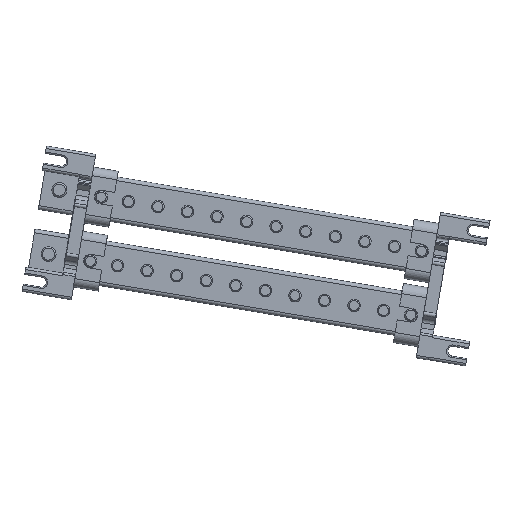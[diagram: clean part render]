
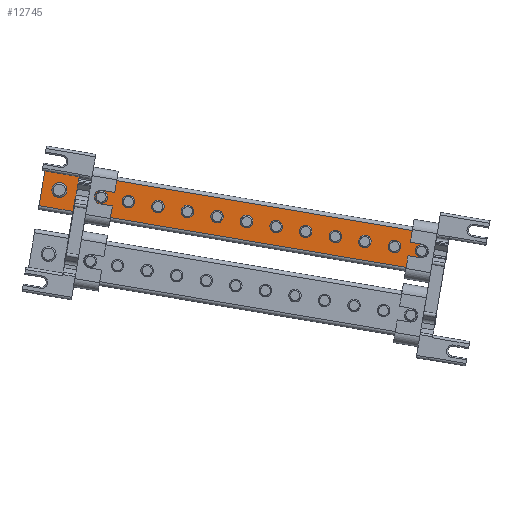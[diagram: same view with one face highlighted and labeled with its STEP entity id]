
A CAD part, front view. The second image highlights one B-rep face of the part: STEP entity #12745.
In plain terms, the highlighted face is planar.
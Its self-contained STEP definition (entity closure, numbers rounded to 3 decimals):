
#619=FACE_BOUND('',#2302,.T.);
#620=FACE_BOUND('',#2303,.T.);
#621=FACE_BOUND('',#2304,.T.);
#622=FACE_BOUND('',#2305,.T.);
#623=FACE_BOUND('',#2306,.T.);
#624=FACE_BOUND('',#2307,.T.);
#625=FACE_BOUND('',#2308,.T.);
#626=FACE_BOUND('',#2309,.T.);
#627=FACE_BOUND('',#2310,.T.);
#628=FACE_BOUND('',#2311,.T.);
#629=FACE_BOUND('',#2312,.T.);
#630=FACE_BOUND('',#2313,.T.);
#631=FACE_BOUND('',#2314,.T.);
#962=PLANE('',#13767);
#1586=FACE_OUTER_BOUND('',#2301,.T.);
#2301=EDGE_LOOP('',(#11625,#11626,#11627,#11628));
#2302=EDGE_LOOP('',(#11629));
#2303=EDGE_LOOP('',(#11630));
#2304=EDGE_LOOP('',(#11631));
#2305=EDGE_LOOP('',(#11632));
#2306=EDGE_LOOP('',(#11633));
#2307=EDGE_LOOP('',(#11634));
#2308=EDGE_LOOP('',(#11635));
#2309=EDGE_LOOP('',(#11636));
#2310=EDGE_LOOP('',(#11637));
#2311=EDGE_LOOP('',(#11638));
#2312=EDGE_LOOP('',(#11639));
#2313=EDGE_LOOP('',(#11640));
#2314=EDGE_LOOP('',(#11641));
#3532=LINE('',#21926,#4720);
#3533=LINE('',#21929,#4721);
#3534=LINE('',#21931,#4722);
#3535=LINE('',#21932,#4723);
#4720=VECTOR('',#16747,10.);
#4721=VECTOR('',#16750,10.);
#4722=VECTOR('',#16751,10.);
#4723=VECTOR('',#16752,10.);
#5064=CIRCLE('',#13725,2.9);
#5066=CIRCLE('',#13728,2.4);
#5068=CIRCLE('',#13731,2.4);
#5070=CIRCLE('',#13734,2.4);
#5072=CIRCLE('',#13737,2.4);
#5074=CIRCLE('',#13740,2.4);
#5076=CIRCLE('',#13743,2.4);
#5078=CIRCLE('',#13746,2.4);
#5080=CIRCLE('',#13749,2.4);
#5082=CIRCLE('',#13752,2.4);
#5084=CIRCLE('',#13755,2.4);
#5086=CIRCLE('',#13758,2.4);
#5088=CIRCLE('',#13761,2.4);
#6256=VERTEX_POINT('',#21835);
#6258=VERTEX_POINT('',#21841);
#6260=VERTEX_POINT('',#21847);
#6262=VERTEX_POINT('',#21853);
#6264=VERTEX_POINT('',#21859);
#6266=VERTEX_POINT('',#21865);
#6268=VERTEX_POINT('',#21871);
#6270=VERTEX_POINT('',#21877);
#6272=VERTEX_POINT('',#21883);
#6274=VERTEX_POINT('',#21889);
#6276=VERTEX_POINT('',#21895);
#6278=VERTEX_POINT('',#21901);
#6280=VERTEX_POINT('',#21907);
#6286=VERTEX_POINT('',#21922);
#6287=VERTEX_POINT('',#21924);
#6288=VERTEX_POINT('',#21928);
#6289=VERTEX_POINT('',#21930);
#8045=EDGE_CURVE('',#6256,#6256,#5064,.T.);
#8048=EDGE_CURVE('',#6258,#6258,#5066,.T.);
#8051=EDGE_CURVE('',#6260,#6260,#5068,.T.);
#8054=EDGE_CURVE('',#6262,#6262,#5070,.T.);
#8057=EDGE_CURVE('',#6264,#6264,#5072,.T.);
#8060=EDGE_CURVE('',#6266,#6266,#5074,.T.);
#8063=EDGE_CURVE('',#6268,#6268,#5076,.T.);
#8066=EDGE_CURVE('',#6270,#6270,#5078,.T.);
#8069=EDGE_CURVE('',#6272,#6272,#5080,.T.);
#8072=EDGE_CURVE('',#6274,#6274,#5082,.T.);
#8075=EDGE_CURVE('',#6276,#6276,#5084,.T.);
#8078=EDGE_CURVE('',#6278,#6278,#5086,.T.);
#8081=EDGE_CURVE('',#6280,#6280,#5088,.T.);
#8090=EDGE_CURVE('',#6286,#6287,#3532,.T.);
#8091=EDGE_CURVE('',#6286,#6288,#3533,.T.);
#8092=EDGE_CURVE('',#6289,#6287,#3534,.T.);
#8093=EDGE_CURVE('',#6288,#6289,#3535,.T.);
#11625=ORIENTED_EDGE('',*,*,#8091,.F.);
#11626=ORIENTED_EDGE('',*,*,#8090,.T.);
#11627=ORIENTED_EDGE('',*,*,#8092,.F.);
#11628=ORIENTED_EDGE('',*,*,#8093,.F.);
#11629=ORIENTED_EDGE('',*,*,#8045,.T.);
#11630=ORIENTED_EDGE('',*,*,#8048,.T.);
#11631=ORIENTED_EDGE('',*,*,#8051,.T.);
#11632=ORIENTED_EDGE('',*,*,#8054,.T.);
#11633=ORIENTED_EDGE('',*,*,#8057,.T.);
#11634=ORIENTED_EDGE('',*,*,#8060,.T.);
#11635=ORIENTED_EDGE('',*,*,#8063,.T.);
#11636=ORIENTED_EDGE('',*,*,#8066,.T.);
#11637=ORIENTED_EDGE('',*,*,#8069,.T.);
#11638=ORIENTED_EDGE('',*,*,#8072,.T.);
#11639=ORIENTED_EDGE('',*,*,#8075,.T.);
#11640=ORIENTED_EDGE('',*,*,#8078,.T.);
#11641=ORIENTED_EDGE('',*,*,#8081,.T.);
#12745=ADVANCED_FACE('',(#1586,#619,#620,#621,#622,#623,#624,#625,#626,
#627,#628,#629,#630,#631),#962,.T.);
#13725=AXIS2_PLACEMENT_3D('',#21836,#16646,#16647);
#13728=AXIS2_PLACEMENT_3D('',#21842,#16653,#16654);
#13731=AXIS2_PLACEMENT_3D('',#21848,#16660,#16661);
#13734=AXIS2_PLACEMENT_3D('',#21854,#16667,#16668);
#13737=AXIS2_PLACEMENT_3D('',#21860,#16674,#16675);
#13740=AXIS2_PLACEMENT_3D('',#21866,#16681,#16682);
#13743=AXIS2_PLACEMENT_3D('',#21872,#16688,#16689);
#13746=AXIS2_PLACEMENT_3D('',#21878,#16695,#16696);
#13749=AXIS2_PLACEMENT_3D('',#21884,#16702,#16703);
#13752=AXIS2_PLACEMENT_3D('',#21890,#16709,#16710);
#13755=AXIS2_PLACEMENT_3D('',#21896,#16716,#16717);
#13758=AXIS2_PLACEMENT_3D('',#21902,#16723,#16724);
#13761=AXIS2_PLACEMENT_3D('',#21908,#16730,#16731);
#13767=AXIS2_PLACEMENT_3D('',#21927,#16748,#16749);
#16646=DIRECTION('center_axis',(-1.,0.,0.));
#16647=DIRECTION('ref_axis',(0.,0.,-1.));
#16653=DIRECTION('center_axis',(-1.,0.,0.));
#16654=DIRECTION('ref_axis',(0.,0.,-1.));
#16660=DIRECTION('center_axis',(-1.,0.,0.));
#16661=DIRECTION('ref_axis',(0.,0.,-1.));
#16667=DIRECTION('center_axis',(-1.,0.,0.));
#16668=DIRECTION('ref_axis',(0.,0.,-1.));
#16674=DIRECTION('center_axis',(-1.,0.,0.));
#16675=DIRECTION('ref_axis',(0.,0.,-1.));
#16681=DIRECTION('center_axis',(-1.,0.,0.));
#16682=DIRECTION('ref_axis',(0.,0.,-1.));
#16688=DIRECTION('center_axis',(-1.,0.,0.));
#16689=DIRECTION('ref_axis',(0.,0.,-1.));
#16695=DIRECTION('center_axis',(-1.,0.,0.));
#16696=DIRECTION('ref_axis',(0.,0.,-1.));
#16702=DIRECTION('center_axis',(-1.,0.,0.));
#16703=DIRECTION('ref_axis',(0.,0.,-1.));
#16709=DIRECTION('center_axis',(-1.,0.,0.));
#16710=DIRECTION('ref_axis',(0.,0.,-1.));
#16716=DIRECTION('center_axis',(-1.,0.,0.));
#16717=DIRECTION('ref_axis',(0.,0.,-1.));
#16723=DIRECTION('center_axis',(-1.,0.,0.));
#16724=DIRECTION('ref_axis',(0.,0.,-1.));
#16730=DIRECTION('center_axis',(-1.,0.,0.));
#16731=DIRECTION('ref_axis',(0.,0.,-1.));
#16747=DIRECTION('',(0.,-1.,0.));
#16748=DIRECTION('center_axis',(1.,0.,0.));
#16749=DIRECTION('ref_axis',(0.,0.,1.));
#16750=DIRECTION('',(0.,0.,-1.));
#16751=DIRECTION('',(0.,0.,1.));
#16752=DIRECTION('',(0.,-1.,0.));
#21835=CARTESIAN_POINT('',(1.5,-7.,2.9));
#21836=CARTESIAN_POINT('Origin',(1.5,-7.,0.));
#21841=CARTESIAN_POINT('',(1.5,-154.,2.4));
#21842=CARTESIAN_POINT('Origin',(1.5,-154.,0.));
#21847=CARTESIAN_POINT('',(1.5,-143.,2.4));
#21848=CARTESIAN_POINT('Origin',(1.5,-143.,0.));
#21853=CARTESIAN_POINT('',(1.5,-131.,2.4));
#21854=CARTESIAN_POINT('Origin',(1.5,-131.,0.));
#21859=CARTESIAN_POINT('',(1.5,-119.,2.4));
#21860=CARTESIAN_POINT('Origin',(1.5,-119.,0.));
#21865=CARTESIAN_POINT('',(1.5,-107.,2.4));
#21866=CARTESIAN_POINT('Origin',(1.5,-107.,0.));
#21871=CARTESIAN_POINT('',(1.5,-95.,2.4));
#21872=CARTESIAN_POINT('Origin',(1.5,-95.,0.));
#21877=CARTESIAN_POINT('',(1.5,-83.,2.4));
#21878=CARTESIAN_POINT('Origin',(1.5,-83.,0.));
#21883=CARTESIAN_POINT('',(1.5,-71.,2.4));
#21884=CARTESIAN_POINT('Origin',(1.5,-71.,0.));
#21889=CARTESIAN_POINT('',(1.5,-59.,2.4));
#21890=CARTESIAN_POINT('Origin',(1.5,-59.,0.));
#21895=CARTESIAN_POINT('',(1.5,-47.,2.4));
#21896=CARTESIAN_POINT('Origin',(1.5,-47.,0.));
#21901=CARTESIAN_POINT('',(1.5,-35.,2.4));
#21902=CARTESIAN_POINT('Origin',(1.5,-35.,0.));
#21907=CARTESIAN_POINT('',(1.5,-24.,2.4));
#21908=CARTESIAN_POINT('Origin',(1.5,-24.,0.));
#21922=CARTESIAN_POINT('',(1.5,0.,7.5));
#21924=CARTESIAN_POINT('',(1.5,-162.,7.5));
#21926=CARTESIAN_POINT('',(1.5,0.,7.5));
#21927=CARTESIAN_POINT('Origin',(1.5,0.,-7.5));
#21928=CARTESIAN_POINT('',(1.5,0.,-7.5));
#21929=CARTESIAN_POINT('',(1.5,0.,7.5));
#21930=CARTESIAN_POINT('',(1.5,-162.,-7.5));
#21931=CARTESIAN_POINT('',(1.5,-162.,7.5));
#21932=CARTESIAN_POINT('',(1.5,0.,-7.5));
